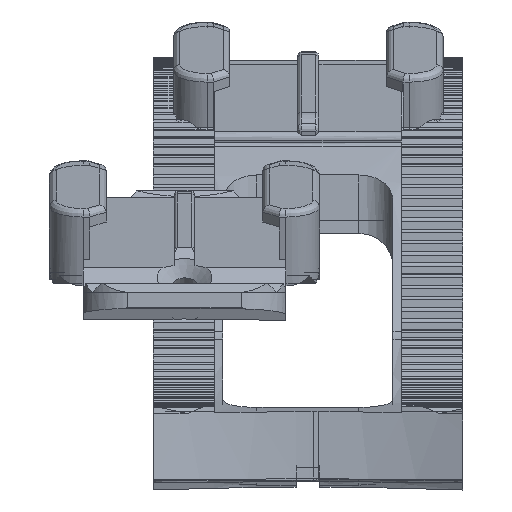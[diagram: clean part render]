
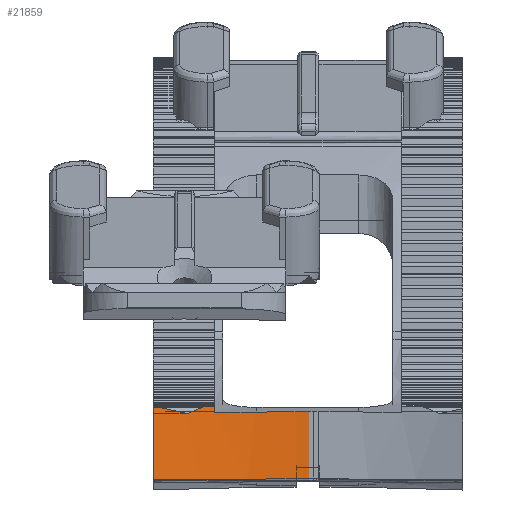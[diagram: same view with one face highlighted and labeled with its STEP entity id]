
A CAD part, left-side view. The second image highlights one B-rep face of the part: STEP entity #21859.
In plain terms, the highlighted free-form (B-spline) face has degree [3, 1] with [13, 2] control points.
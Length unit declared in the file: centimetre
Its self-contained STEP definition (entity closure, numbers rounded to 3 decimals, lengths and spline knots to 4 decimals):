
#6660=FACE_OUTER_BOUND($,#7803,.T.);
#7803=EDGE_LOOP($,(#16547,#16548,#16549,#16550,#16551,#16552,#16553,#16554,
#16555,#16556,#16557,#16558));
#8715=B_SPLINE_CURVE_WITH_KNOTS($,3,(#31021,#31022,#31023,#31024),
 .UNSPECIFIED.,.F.,.F.,(4,4),(0.2289,1.3119),
 .UNSPECIFIED.);
#8810=B_SPLINE_CURVE_WITH_KNOTS($,3,(#34320,#34321,#34322,#34323),
 .UNSPECIFIED.,.F.,.F.,(4,4),(0.9036,1.0122),
 .UNSPECIFIED.);
#8815=B_SPLINE_CURVE_WITH_KNOTS($,3,(#34373,#34374,#34375,#34376,#34377,
#34378,#34379),.UNSPECIFIED.,.F.,.F.,(4,3,4),(0.,0.075,
0.1198),.UNSPECIFIED.);
#8816=B_SPLINE_CURVE_WITH_KNOTS($,3,(#34383,#34384,#34385,#34386),
 .UNSPECIFIED.,.F.,.F.,(4,4),(0.1039,0.3553),
 .UNSPECIFIED.);
#8817=B_SPLINE_CURVE_WITH_KNOTS($,3,(#34390,#34391,#34392,#34393),
 .UNSPECIFIED.,.F.,.F.,(4,4),(0.1248,0.5386),
 .UNSPECIFIED.);
#8818=B_SPLINE_CURVE_WITH_KNOTS($,3,(#34396,#34397,#34398,#34399),
 .UNSPECIFIED.,.F.,.F.,(4,4),(0.,0.1236),
 .UNSPECIFIED.);
#8821=B_SPLINE_CURVE_WITH_KNOTS($,3,(#34597,#34598,#34599,#34600),
 .UNSPECIFIED.,.F.,.F.,(4,4),(0.0559,0.2411),
 .UNSPECIFIED.);
#8822=B_SPLINE_CURVE_WITH_KNOTS($,3,(#34602,#34603,#34604,#34605),
 .UNSPECIFIED.,.F.,.F.,(4,4),(-0.4675,-0.4674),
 .UNSPECIFIED.);
#8823=B_SPLINE_CURVE_WITH_KNOTS($,3,(#34607,#34608,#34609,#34610),
 .UNSPECIFIED.,.F.,.F.,(4,4),(0.5502,1.5556),
 .UNSPECIFIED.);
#8824=B_SPLINE_CURVE_WITH_KNOTS($,3,(#34612,#34613,#34614,#34615),
 .UNSPECIFIED.,.F.,.F.,(4,4),(1.4145,1.5995),
 .UNSPECIFIED.);
#8825=B_SPLINE_CURVE_WITH_KNOTS($,3,(#34616,#34617,#34618,#34619),
 .UNSPECIFIED.,.F.,.F.,(4,4),(0.1957,1.4145),
 .UNSPECIFIED.);
#8826=B_SPLINE_CURVE_WITH_KNOTS($,3,(#34620,#34621,#34622,#34623),
 .UNSPECIFIED.,.F.,.F.,(4,4),(0.2411,2.4164),
 .UNSPECIFIED.);
#9112=VERTEX_POINT($,#31015);
#9113=VERTEX_POINT($,#31020);
#9912=VERTEX_POINT($,#34318);
#9913=VERTEX_POINT($,#34319);
#9915=VERTEX_POINT($,#34372);
#9916=VERTEX_POINT($,#34382);
#9917=VERTEX_POINT($,#34389);
#9919=VERTEX_POINT($,#34595);
#9920=VERTEX_POINT($,#34596);
#9921=VERTEX_POINT($,#34601);
#9922=VERTEX_POINT($,#34606);
#9923=VERTEX_POINT($,#34611);
#11377=EDGE_CURVE($,#9112,#9113,#8715,.T.);
#12444=EDGE_CURVE($,#9912,#9913,#8810,.T.);
#12450=EDGE_CURVE($,#9915,#9912,#8815,.T.);
#12452=EDGE_CURVE($,#9916,#9915,#8816,.T.);
#12454=EDGE_CURVE($,#9917,#9916,#8817,.T.);
#12456=EDGE_CURVE($,#9113,#9917,#8818,.T.);
#12459=EDGE_CURVE($,#9919,#9920,#8821,.T.);
#12460=EDGE_CURVE($,#9921,#9919,#8822,.T.);
#12461=EDGE_CURVE($,#9921,#9922,#8823,.T.);
#12462=EDGE_CURVE($,#9923,#9922,#8824,.T.);
#12463=EDGE_CURVE($,#9913,#9923,#8825,.T.);
#12464=EDGE_CURVE($,#9920,#9112,#8826,.T.);
#16547=ORIENTED_EDGE($,*,*,#12459,.F.);
#16548=ORIENTED_EDGE($,*,*,#12460,.F.);
#16549=ORIENTED_EDGE($,*,*,#12461,.T.);
#16550=ORIENTED_EDGE($,*,*,#12462,.F.);
#16551=ORIENTED_EDGE($,*,*,#12463,.F.);
#16552=ORIENTED_EDGE($,*,*,#12444,.F.);
#16553=ORIENTED_EDGE($,*,*,#12450,.F.);
#16554=ORIENTED_EDGE($,*,*,#12452,.F.);
#16555=ORIENTED_EDGE($,*,*,#12454,.F.);
#16556=ORIENTED_EDGE($,*,*,#12456,.F.);
#16557=ORIENTED_EDGE($,*,*,#11377,.F.);
#16558=ORIENTED_EDGE($,*,*,#12464,.F.);
#21550=B_SPLINE_SURFACE_WITH_KNOTS($,3,1,((#34569,#34570),(#34571,#34572),
(#34573,#34574),(#34575,#34576),(#34577,#34578),(#34579,#34580),(#34581,
#34582),(#34583,#34584),(#34585,#34586),(#34587,#34588),(#34589,#34590),
(#34591,#34592),(#34593,#34594)),.UNSPECIFIED.,.F.,.F.,.F.,(4,2,2,2,3,4),
(2,2),(-10.0971,-7.8741,-5.8738,-3.3374,
0.,66.5865),(-7.5,18.2672),
 .UNSPECIFIED.);
#21859=ADVANCED_FACE($,(#6660),#21550,.T.);
#31015=CARTESIAN_POINT('',(44.4994,-2.,3.9274));
#31020=CARTESIAN_POINT('',(44.4993,-2.,5.0104));
#31021=CARTESIAN_POINT('Ctrl Pts',(44.4994,-2.,3.9274));
#31022=CARTESIAN_POINT('Ctrl Pts',(44.4994,-2.,4.2884));
#31023=CARTESIAN_POINT('Ctrl Pts',(44.4993,-2.,4.6494));
#31024=CARTESIAN_POINT('Ctrl Pts',(44.4993,-2.,5.0104));
#34318=CARTESIAN_POINT('',(44.7653,-2.9,5.036));
#34319=CARTESIAN_POINT('',(44.7653,-2.9,4.9274));
#34320=CARTESIAN_POINT('Ctrl Pts',(44.7653,-2.9,5.036));
#34321=CARTESIAN_POINT('Ctrl Pts',(44.7653,-2.9,4.9998));
#34322=CARTESIAN_POINT('Ctrl Pts',(44.7653,-2.9,4.9636));
#34323=CARTESIAN_POINT('Ctrl Pts',(44.7653,-2.9,4.9274));
#34372=CARTESIAN_POINT('',(44.7235,-2.7236,5.0129));
#34373=CARTESIAN_POINT('Ctrl Pts',(44.7235,-2.7236,5.0129));
#34374=CARTESIAN_POINT('Ctrl Pts',(44.7292,-2.7462,5.0218));
#34375=CARTESIAN_POINT('Ctrl Pts',(44.7376,-2.7803,5.0288));
#34376=CARTESIAN_POINT('Ctrl Pts',(44.7476,-2.8228,5.0326));
#34377=CARTESIAN_POINT('Ctrl Pts',(44.7536,-2.8482,5.0349));
#34378=CARTESIAN_POINT('Ctrl Pts',(44.7596,-2.8744,5.036));
#34379=CARTESIAN_POINT('Ctrl Pts',(44.7653,-2.9,5.036));
#34382=CARTESIAN_POINT('',(44.663,-2.4989,4.9178));
#34383=CARTESIAN_POINT('Ctrl Pts',(44.663,-2.4989,4.9178));
#34384=CARTESIAN_POINT('Ctrl Pts',(44.6842,-2.5728,4.9512));
#34385=CARTESIAN_POINT('Ctrl Pts',(44.7044,-2.6477,4.9829));
#34386=CARTESIAN_POINT('Ctrl Pts',(44.7235,-2.7236,5.0129));
#34389=CARTESIAN_POINT('',(44.54,-2.1134,5.0031));
#34390=CARTESIAN_POINT('Ctrl Pts',(44.54,-2.1134,5.0031));
#34391=CARTESIAN_POINT('Ctrl Pts',(44.5845,-2.2402,4.9723));
#34392=CARTESIAN_POINT('Ctrl Pts',(44.6256,-2.3688,4.9438));
#34393=CARTESIAN_POINT('Ctrl Pts',(44.663,-2.4989,4.9178));
#34396=CARTESIAN_POINT('Ctrl Pts',(44.4993,-2.,5.0104));
#34397=CARTESIAN_POINT('Ctrl Pts',(44.5135,-2.0385,5.014));
#34398=CARTESIAN_POINT('Ctrl Pts',(44.5283,-2.0799,5.0112));
#34399=CARTESIAN_POINT('Ctrl Pts',(44.54,-2.1134,5.0031));
#34569=CARTESIAN_POINT('Ctrl Pts',(43.18,-8.8977,10.4375));
#34570=CARTESIAN_POINT('Ctrl Pts',(43.18,-8.8886,-15.3298));
#34571=CARTESIAN_POINT('Ctrl Pts',(43.6252,-8.3051,10.4377));
#34572=CARTESIAN_POINT('Ctrl Pts',(43.6252,-8.296,-15.3296));
#34573=CARTESIAN_POINT('Ctrl Pts',(44.0187,-7.6674,10.4379));
#34574=CARTESIAN_POINT('Ctrl Pts',(44.0187,-7.6583,-15.3293));
#34575=CARTESIAN_POINT('Ctrl Pts',(44.5873,-6.3788,10.4384));
#34576=CARTESIAN_POINT('Ctrl Pts',(44.5873,-6.3697,-15.3289));
#34577=CARTESIAN_POINT('Ctrl Pts',(44.7776,-5.7421,10.4386));
#34578=CARTESIAN_POINT('Ctrl Pts',(44.7776,-5.733,-15.3287));
#34579=CARTESIAN_POINT('Ctrl Pts',(44.9747,-4.2419,10.4391));
#34580=CARTESIAN_POINT('Ctrl Pts',(44.9747,-4.2327,-15.3281));
#34581=CARTESIAN_POINT('Ctrl Pts',(44.912,-3.4142,10.4394));
#34582=CARTESIAN_POINT('Ctrl Pts',(44.912,-3.4051,-15.3278));
#34583=CARTESIAN_POINT('Ctrl Pts',(44.3981,-1.5237,10.4401));
#34584=CARTESIAN_POINT('Ctrl Pts',(44.3981,-1.5146,-15.3272));
#34585=CARTESIAN_POINT('Ctrl Pts',(43.8482,-0.5351,
10.4404));
#34586=CARTESIAN_POINT('Ctrl Pts',(43.8482,-0.526,
-15.3268));
#34587=CARTESIAN_POINT('Ctrl Pts',(43.18,0.3543,10.4407));
#34588=CARTESIAN_POINT('Ctrl Pts',(43.18,0.3635,-15.3265));
#34589=CARTESIAN_POINT('Ctrl Pts',(29.8486,18.1002,10.447));
#34590=CARTESIAN_POINT('Ctrl Pts',(29.8486,18.1093,-15.3202));
#34591=CARTESIAN_POINT('Ctrl Pts',(16.5173,35.8461,10.4533));
#34592=CARTESIAN_POINT('Ctrl Pts',(16.5173,35.8552,-15.3139));
#34593=CARTESIAN_POINT('Ctrl Pts',(3.1859,53.5919,10.4596));
#34594=CARTESIAN_POINT('Ctrl Pts',(3.1859,53.601,-15.3076));
#34595=CARTESIAN_POINT('',(44.9176,-4.2845,3.9412));
#34596=CARTESIAN_POINT('',(44.9153,-4.1,3.941));
#34597=CARTESIAN_POINT('Ctrl Pts',(44.9176,-4.2845,3.9412));
#34598=CARTESIAN_POINT('Ctrl Pts',(44.9177,-4.2228,3.9412));
#34599=CARTESIAN_POINT('Ctrl Pts',(44.917,-4.1614,3.9411));
#34600=CARTESIAN_POINT('Ctrl Pts',(44.9153,-4.1,3.941));
#34601=CARTESIAN_POINT('',(44.9176,-4.2846,3.9412));
#34602=CARTESIAN_POINT('Ctrl Pts',(44.9176,-4.2846,3.9412));
#34603=CARTESIAN_POINT('Ctrl Pts',(44.9176,-4.2846,3.9412));
#34604=CARTESIAN_POINT('Ctrl Pts',(44.9176,-4.2845,3.9412));
#34605=CARTESIAN_POINT('Ctrl Pts',(44.9176,-4.2845,3.9412));
#34606=CARTESIAN_POINT('',(44.9176,-4.2846,4.9465));
#34607=CARTESIAN_POINT('Ctrl Pts',(44.9176,-4.2846,3.9412));
#34608=CARTESIAN_POINT('Ctrl Pts',(44.9176,-4.2846,4.2763));
#34609=CARTESIAN_POINT('Ctrl Pts',(44.9176,-4.2846,4.6114));
#34610=CARTESIAN_POINT('Ctrl Pts',(44.9176,-4.2846,4.9465));
#34611=CARTESIAN_POINT('',(44.9153,-4.1,4.9462));
#34612=CARTESIAN_POINT('Ctrl Pts',(44.9153,-4.1,4.9462));
#34613=CARTESIAN_POINT('Ctrl Pts',(44.917,-4.1614,4.9464));
#34614=CARTESIAN_POINT('Ctrl Pts',(44.9177,-4.223,4.9465));
#34615=CARTESIAN_POINT('Ctrl Pts',(44.9176,-4.2846,4.9465));
#34616=CARTESIAN_POINT('Ctrl Pts',(44.7653,-2.9,4.9274));
#34617=CARTESIAN_POINT('Ctrl Pts',(44.8532,-3.2952,4.9374));
#34618=CARTESIAN_POINT('Ctrl Pts',(44.9041,-3.6952,4.9447));
#34619=CARTESIAN_POINT('Ctrl Pts',(44.9153,-4.1,4.9462));
#34620=CARTESIAN_POINT('Ctrl Pts',(44.9153,-4.1,3.941));
#34621=CARTESIAN_POINT('Ctrl Pts',(44.8954,-3.3793,3.9399));
#34622=CARTESIAN_POINT('Ctrl Pts',(44.7494,-2.6782,3.9285));
#34623=CARTESIAN_POINT('Ctrl Pts',(44.4994,-2.,3.9274));
